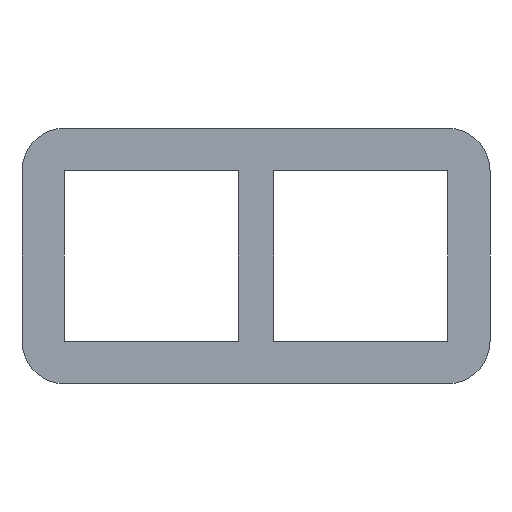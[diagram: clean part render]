
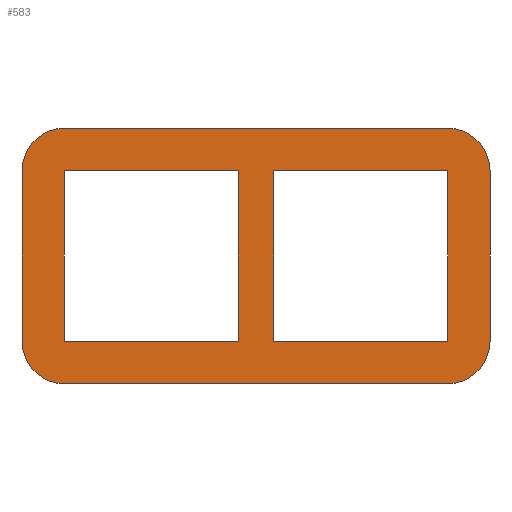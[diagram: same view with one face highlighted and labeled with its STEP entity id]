
A CAD part, front view. The second image highlights one B-rep face of the part: STEP entity #583.
In plain terms, the highlighted planar face has unit normal (0, -1, 0).
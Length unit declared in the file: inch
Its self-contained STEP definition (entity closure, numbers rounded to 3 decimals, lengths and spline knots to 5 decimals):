
#34=CARTESIAN_POINT('',(10.88275,5.14681,-0.188));
#35=VERTEX_POINT('',#34);
#42=CARTESIAN_POINT('',(10.88275,5.14681,0.188));
#43=VERTEX_POINT('',#42);
#44=CARTESIAN_POINT('',(10.88275,5.14681,0.188));
#45=DIRECTION('',(0.,0.,1.));
#46=VECTOR('',#45,1.);
#47=LINE('',#44,#46);
#48=EDGE_CURVE('',#35,#43,#47,.T.);
#72=CARTESIAN_POINT('',(10.49975,5.14681,-0.188));
#73=VERTEX_POINT('',#72);
#80=CARTESIAN_POINT('',(10.49975,5.14681,-0.188));
#81=DIRECTION('',(1.,0.,0.));
#82=VECTOR('',#81,1.);
#83=LINE('',#80,#82);
#84=EDGE_CURVE('',#73,#35,#83,.T.);
#103=CARTESIAN_POINT('',(10.49975,5.14681,0.188));
#104=VERTEX_POINT('',#103);
#111=CARTESIAN_POINT('',(10.49975,5.14681,0.188));
#112=DIRECTION('',(0.,0.,-1.));
#113=VECTOR('',#112,1.);
#114=LINE('',#111,#113);
#115=EDGE_CURVE('',#104,#73,#114,.T.);
#133=CARTESIAN_POINT('',(10.88275,5.14681,0.188));
#134=DIRECTION('',(-1.,0.,0.));
#135=VECTOR('',#134,1.);
#136=LINE('',#133,#135);
#137=EDGE_CURVE('',#43,#104,#136,.T.);
#158=CARTESIAN_POINT('',(10.96075,5.14681,0.188));
#159=VERTEX_POINT('',#158);
#166=CARTESIAN_POINT('',(10.96075,5.14681,-0.188));
#167=VERTEX_POINT('',#166);
#168=CARTESIAN_POINT('',(10.96075,5.14681,0.188));
#169=DIRECTION('',(0.,0.,-1.));
#170=VECTOR('',#169,1.);
#171=LINE('',#168,#170);
#172=EDGE_CURVE('',#159,#167,#171,.T.);
#196=CARTESIAN_POINT('',(11.34375,5.14681,0.188));
#197=VERTEX_POINT('',#196);
#204=CARTESIAN_POINT('',(11.34375,5.14681,0.188));
#205=DIRECTION('',(-1.,0.,0.));
#206=VECTOR('',#205,1.);
#207=LINE('',#204,#206);
#208=EDGE_CURVE('',#197,#159,#207,.T.);
#227=CARTESIAN_POINT('',(11.34375,5.14681,-0.188));
#228=VERTEX_POINT('',#227);
#235=CARTESIAN_POINT('',(11.34375,5.14681,-0.188));
#236=DIRECTION('',(0.,0.,1.));
#237=VECTOR('',#236,1.);
#238=LINE('',#235,#237);
#239=EDGE_CURVE('',#228,#197,#238,.T.);
#257=CARTESIAN_POINT('',(10.96075,5.14681,-0.188));
#258=DIRECTION('',(1.,0.,0.));
#259=VECTOR('',#258,1.);
#260=LINE('',#257,#259);
#261=EDGE_CURVE('',#167,#228,#260,.T.);
#283=CARTESIAN_POINT('',(10.49975,5.14681,-0.281));
#284=VERTEX_POINT('',#283);
#291=CARTESIAN_POINT('',(10.40675,5.14681,-0.188));
#292=VERTEX_POINT('',#291);
#293=CARTESIAN_POINT('',(10.49975,5.14681,-0.188));
#294=DIRECTION('',(0.,1.,0.));
#295=DIRECTION('',(1.,0.,0.));
#296=AXIS2_PLACEMENT_3D('',#293,#294,#295);
#297=CIRCLE('',#296,0.093);
#298=EDGE_CURVE('',#284,#292,#297,.T.);
#322=CARTESIAN_POINT('',(11.34375,5.14681,-0.281));
#323=VERTEX_POINT('',#322);
#330=CARTESIAN_POINT('',(10.49975,5.14681,-0.281));
#331=DIRECTION('',(-1.,0.,0.));
#332=VECTOR('',#331,1.);
#333=LINE('',#330,#332);
#334=EDGE_CURVE('',#323,#284,#333,.T.);
#354=CARTESIAN_POINT('',(11.43675,5.14681,-0.188));
#355=VERTEX_POINT('',#354);
#362=CARTESIAN_POINT('',(11.34375,5.14681,-0.188));
#363=DIRECTION('',(0.,1.,0.));
#364=DIRECTION('',(1.,0.,0.));
#365=AXIS2_PLACEMENT_3D('',#362,#363,#364);
#366=CIRCLE('',#365,0.093);
#367=EDGE_CURVE('',#355,#323,#366,.T.);
#386=CARTESIAN_POINT('',(11.43675,5.14681,0.188));
#387=VERTEX_POINT('',#386);
#394=CARTESIAN_POINT('',(11.43675,5.14681,-0.188));
#395=DIRECTION('',(0.,0.,-1.));
#396=VECTOR('',#395,1.);
#397=LINE('',#394,#396);
#398=EDGE_CURVE('',#387,#355,#397,.T.);
#418=CARTESIAN_POINT('',(11.34375,5.14681,0.281));
#419=VERTEX_POINT('',#418);
#426=CARTESIAN_POINT('',(11.34375,5.14681,0.188));
#427=DIRECTION('',(0.,1.,0.));
#428=DIRECTION('',(1.,0.,0.));
#429=AXIS2_PLACEMENT_3D('',#426,#427,#428);
#430=CIRCLE('',#429,0.093);
#431=EDGE_CURVE('',#419,#387,#430,.T.);
#450=CARTESIAN_POINT('',(10.49975,5.14681,0.281));
#451=VERTEX_POINT('',#450);
#458=CARTESIAN_POINT('',(11.34375,5.14681,0.281));
#459=DIRECTION('',(1.,0.,0.));
#460=VECTOR('',#459,1.);
#461=LINE('',#458,#460);
#462=EDGE_CURVE('',#451,#419,#461,.T.);
#482=CARTESIAN_POINT('',(10.40675,5.14681,0.188));
#483=VERTEX_POINT('',#482);
#490=CARTESIAN_POINT('',(10.49975,5.14681,0.188));
#491=DIRECTION('',(0.,1.,0.));
#492=DIRECTION('',(1.,0.,0.));
#493=AXIS2_PLACEMENT_3D('',#490,#491,#492);
#494=CIRCLE('',#493,0.093);
#495=EDGE_CURVE('',#483,#451,#494,.T.);
#513=CARTESIAN_POINT('',(10.40675,5.14681,0.188));
#514=DIRECTION('',(0.,0.,1.));
#515=VECTOR('',#514,1.);
#516=LINE('',#513,#515);
#517=EDGE_CURVE('',#292,#483,#516,.T.);
#556=ORIENTED_EDGE('',*,*,#495,.F.);
#557=ORIENTED_EDGE('',*,*,#517,.F.);
#558=ORIENTED_EDGE('',*,*,#298,.F.);
#559=ORIENTED_EDGE('',*,*,#334,.F.);
#560=ORIENTED_EDGE('',*,*,#367,.F.);
#561=ORIENTED_EDGE('',*,*,#398,.F.);
#562=ORIENTED_EDGE('',*,*,#431,.F.);
#563=ORIENTED_EDGE('',*,*,#462,.F.);
#564=EDGE_LOOP('',(#556,#557,#558,#559,#560,#561,#562,#563));
#565=FACE_OUTER_BOUND('',#564,.T.);
#566=ORIENTED_EDGE('',*,*,#239,.F.);
#567=ORIENTED_EDGE('',*,*,#261,.F.);
#568=ORIENTED_EDGE('',*,*,#172,.F.);
#569=ORIENTED_EDGE('',*,*,#208,.F.);
#570=EDGE_LOOP('',(#566,#567,#568,#569));
#571=FACE_BOUND('',#570,.T.);
#572=ORIENTED_EDGE('',*,*,#115,.F.);
#573=ORIENTED_EDGE('',*,*,#137,.F.);
#574=ORIENTED_EDGE('',*,*,#48,.F.);
#575=ORIENTED_EDGE('',*,*,#84,.F.);
#576=EDGE_LOOP('',(#572,#573,#574,#575));
#577=FACE_BOUND('',#576,.T.);
#578=CARTESIAN_POINT('',(11.08037,5.14681,-0.188));
#579=DIRECTION('',(0.,1.,0.));
#580=DIRECTION('',(-1.,0.,0.));
#581=AXIS2_PLACEMENT_3D('',#578,#579,#580);
#582=PLANE('',#581);
#583=ADVANCED_FACE('',(#565,#571,#577),#582,.F.);
